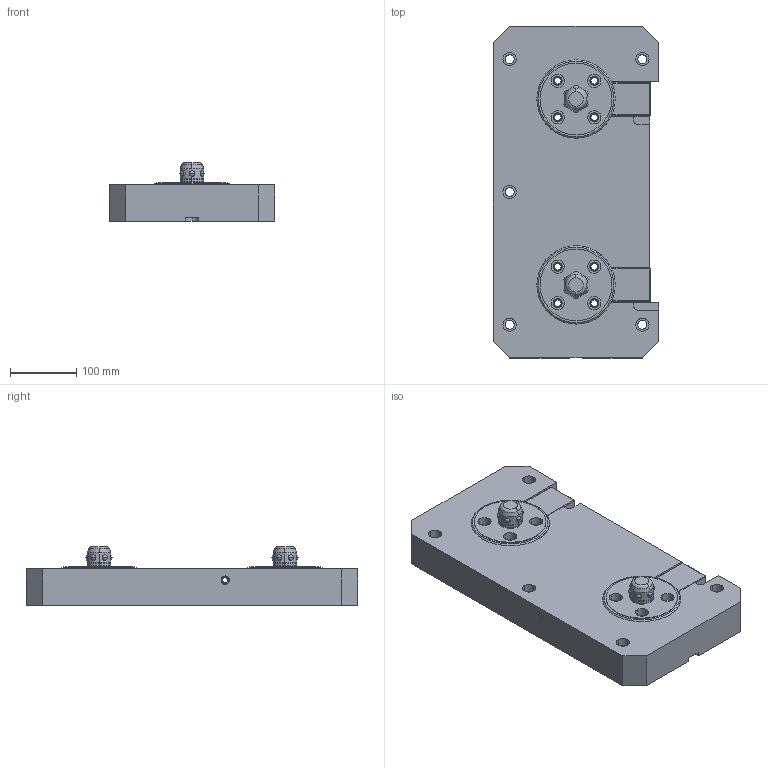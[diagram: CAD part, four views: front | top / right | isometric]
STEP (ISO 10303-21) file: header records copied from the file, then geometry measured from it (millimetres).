
FILE_DESCRIPTION((''),'2;1');
FILE_NAME('EH1990126.stp','2003-08-28T16:39:01',('Grof'),(''),'Autodesk Inventor (tm) 4.0','Autodesk Inventor (tm) 4.0','');
FILE_SCHEMA(('CONFIG_CONTROL_DESIGN'));
Length unit declared in the file: inch
Products named in the file (6): EH1990126; PRODUCT_NAME_7; PRODUCT_NAME_8; PRODUCT_NAME_9; PRODUCT_NAME_10; PRODUCT_NAME_11
Assembly tree (5 placements, depth 2):
  EH1990126
    PRODUCT_NAME_7
    PRODUCT_NAME_8
    PRODUCT_NAME_9
    PRODUCT_NAME_10
    PRODUCT_NAME_11
Bounding box: 250 x 500 x 88.5 mm (x, y, z)
Volume: 6385746.5 mm3; surface area: 506067.3 mm2
Topology: 5 solids, 5 shells, 3942 faces, 8399 edges, 4470 vertices
Faces by surface type: cone 1680, torus 1100, cylinder 1026, plane 112, sphere 24
Entity records: 106288 total; most frequent: DIRECTION 21645, CARTESIAN_POINT 17766, ORIENTED_EDGE 16726, AXIS2_PLACEMENT_3D 9361, EDGE_CURVE 8363, CIRCLE 5408, VERTEX_POINT 4458, EDGE_LOOP 4021
